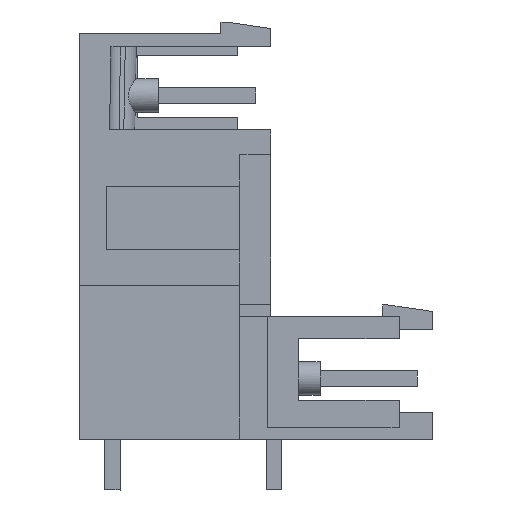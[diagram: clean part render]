
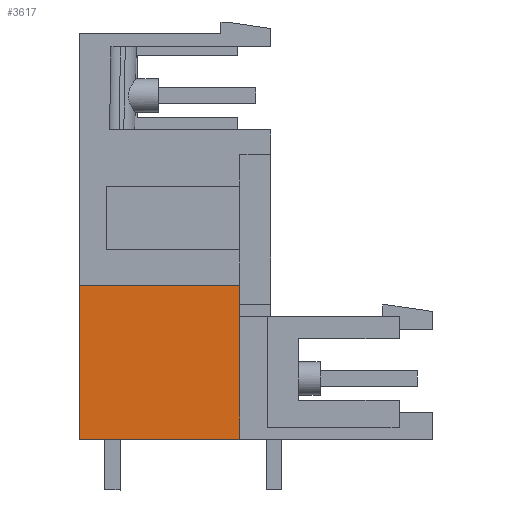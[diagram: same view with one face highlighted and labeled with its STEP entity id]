
A CAD part, left-side view. The second image highlights one B-rep face of the part: STEP entity #3617.
In plain terms, the highlighted planar face has unit normal (-1, 0, 0).
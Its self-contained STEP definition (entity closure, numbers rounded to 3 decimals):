
#3597=AXIS2_PLACEMENT_3D('Plane Axis2P3D',#3594,#3595,#3596) ;
#1645=CARTESIAN_POINT('Vertex',(1.54,12.1,3.2)) ;
#1648=CARTESIAN_POINT('Line Origine',(1.54,17.13,3.2)) ;
#1652=CARTESIAN_POINT('Vertex',(1.54,22.16,3.2)) ;
#3573=CARTESIAN_POINT('Line Origine',(1.54,22.16,8.025)) ;
#3577=CARTESIAN_POINT('Vertex',(1.54,22.16,12.85)) ;
#3594=CARTESIAN_POINT('Axis2P3D Location',(1.54,12.1,3.2)) ;
#3599=CARTESIAN_POINT('Line Origine',(1.54,12.1,8.025)) ;
#3603=CARTESIAN_POINT('Vertex',(1.54,12.1,12.85)) ;
#3606=CARTESIAN_POINT('Line Origine',(1.54,17.13,12.85)) ;
#1649=DIRECTION('Vector Direction',(0.,1.,0.)) ;
#3574=DIRECTION('Vector Direction',(0.,0.,1.)) ;
#3595=DIRECTION('Axis2P3D Direction',(-1.,0.,0.)) ;
#3596=DIRECTION('Axis2P3D XDirection',(0.,0.,1.)) ;
#3600=DIRECTION('Vector Direction',(0.,0.,1.)) ;
#3607=DIRECTION('Vector Direction',(0.,1.,0.)) ;
#1650=VECTOR('Line Direction',#1649,1.) ;
#3575=VECTOR('Line Direction',#3574,1.) ;
#3601=VECTOR('Line Direction',#3600,1.) ;
#3608=VECTOR('Line Direction',#3607,1.) ;
#3612=ORIENTED_EDGE('',*,*,#1654,.F.) ;
#3613=ORIENTED_EDGE('',*,*,#3605,.T.) ;
#3614=ORIENTED_EDGE('',*,*,#3610,.T.) ;
#3615=ORIENTED_EDGE('',*,*,#3579,.F.) ;
#3617=ADVANCED_FACE('HOUSING',(#3616),#3598,.T.) ;
#1654=EDGE_CURVE('',#1646,#1653,#1651,.T.) ;
#3579=EDGE_CURVE('',#1653,#3578,#3576,.T.) ;
#3605=EDGE_CURVE('',#1646,#3604,#3602,.T.) ;
#3610=EDGE_CURVE('',#3604,#3578,#3609,.T.) ;
#3611=EDGE_LOOP('',(#3612,#3613,#3614,#3615)) ;
#3616=FACE_OUTER_BOUND('',#3611,.T.) ;
#1651=LINE('Line',#1648,#1650) ;
#3576=LINE('Line',#3573,#3575) ;
#3602=LINE('Line',#3599,#3601) ;
#3609=LINE('Line',#3606,#3608) ;
#3598=PLANE('',#3597) ;
#1646=VERTEX_POINT('',#1645) ;
#1653=VERTEX_POINT('',#1652) ;
#3578=VERTEX_POINT('',#3577) ;
#3604=VERTEX_POINT('',#3603) ;
